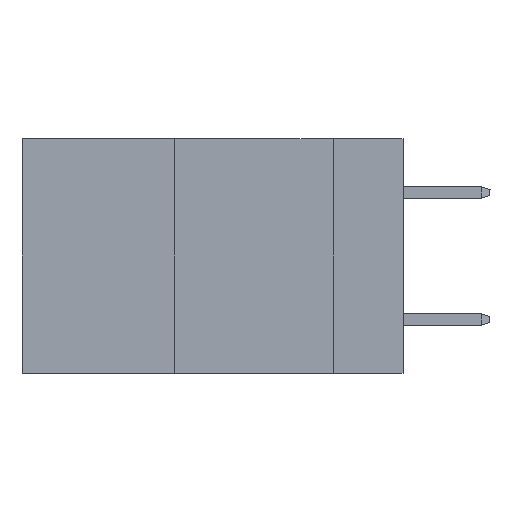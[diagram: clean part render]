
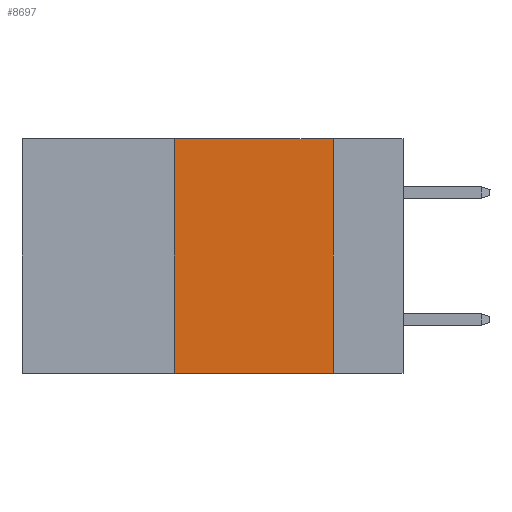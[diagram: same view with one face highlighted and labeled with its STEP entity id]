
A CAD part, left-side view. The second image highlights one B-rep face of the part: STEP entity #8697.
In plain terms, the highlighted planar face has unit normal (-1, 0, 0).
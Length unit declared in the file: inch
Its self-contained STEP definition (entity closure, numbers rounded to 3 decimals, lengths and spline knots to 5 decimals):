
#7 = DIRECTION ( 'NONE',  ( 0., -1., 0. ) ) ;
#1693 = VERTEX_POINT ( 'NONE', #5501 ) ;
#1885 = VERTEX_POINT ( 'NONE', #9700 ) ;
#2775 = CARTESIAN_POINT ( 'NONE',  ( 0., 0.36, 0. ) ) ;
#3599 = CARTESIAN_POINT ( 'NONE',  ( 0., 0.11, 0. ) ) ;
#4388 = VECTOR ( 'NONE', #28328, 39.37008 ) ;
#5073 = ORIENTED_EDGE ( 'NONE', *, *, #25809, .F. ) ;
#5501 = CARTESIAN_POINT ( 'NONE',  ( 0., 0.36, -0.37 ) ) ;
#6057 = CARTESIAN_POINT ( 'NONE',  ( 0., 0.6, 0. ) ) ;
#6547 = VECTOR ( 'NONE', #15035, 39.37008 ) ;
#6722 = CARTESIAN_POINT ( 'NONE',  ( 0., 0.11, 0. ) ) ;
#7512 = DIRECTION ( 'NONE',  ( 0., 0., -1. ) ) ;
#8697 = ADVANCED_FACE ( 'NONE', ( #30492 ), #27677, .F. ) ;
#9700 = CARTESIAN_POINT ( 'NONE',  ( 0., 0.36, 0. ) ) ;
#13210 = LINE ( 'NONE', #24907, #4388 ) ;
#13622 = VECTOR ( 'NONE', #7, 39.37008 ) ;
#15035 = DIRECTION ( 'NONE',  ( 0., 0., 1. ) ) ;
#15196 = DIRECTION ( 'NONE',  ( 1., 0., 0. ) ) ;
#15793 = DIRECTION ( 'NONE',  ( 0., 0., -1. ) ) ;
#15874 = LINE ( 'NONE', #6057, #13622 ) ;
#18498 = ORIENTED_EDGE ( 'NONE', *, *, #39405, .F. ) ;
#18528 = EDGE_CURVE ( 'NONE', #1693, #1885, #23915, .T. ) ;
#20717 = ORIENTED_EDGE ( 'NONE', *, *, #18528, .F. ) ;
#20885 = CARTESIAN_POINT ( 'NONE',  ( 0., 0.11, -0.37 ) ) ;
#22883 = AXIS2_PLACEMENT_3D ( 'NONE', #36877, #15196, #15793 ) ;
#23220 = VECTOR ( 'NONE', #7512, 39.37008 ) ;
#23915 = LINE ( 'NONE', #2775, #6547 ) ;
#24401 = EDGE_CURVE ( 'NONE', #1693, #27524, #13210, .T. ) ;
#24907 = CARTESIAN_POINT ( 'NONE',  ( 0., 0.6, -0.37 ) ) ;
#25809 = EDGE_CURVE ( 'NONE', #1885, #38538, #15874, .T. ) ;
#27524 = VERTEX_POINT ( 'NONE', #20885 ) ;
#27677 = PLANE ( 'NONE',  #22883 ) ;
#28328 = DIRECTION ( 'NONE',  ( 0., -1., 0. ) ) ;
#28819 = LINE ( 'NONE', #6722, #23220 ) ;
#29692 = ORIENTED_EDGE ( 'NONE', *, *, #24401, .T. ) ;
#30492 = FACE_OUTER_BOUND ( 'NONE', #39101, .T. ) ;
#36877 = CARTESIAN_POINT ( 'NONE',  ( 0., 0.6, 0. ) ) ;
#38538 = VERTEX_POINT ( 'NONE', #3599 ) ;
#39101 = EDGE_LOOP ( 'NONE', ( #18498, #5073, #20717, #29692 ) ) ;
#39405 = EDGE_CURVE ( 'NONE', #38538, #27524, #28819, .T. ) ;
